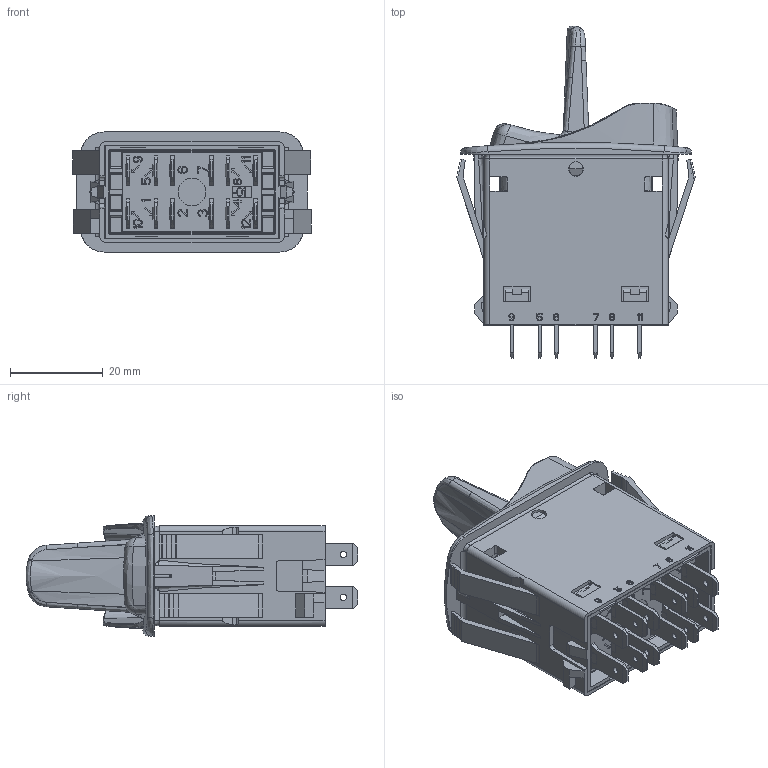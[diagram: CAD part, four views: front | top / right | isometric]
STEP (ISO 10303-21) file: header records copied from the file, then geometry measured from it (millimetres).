
FILE_DESCRIPTION((''),'2;1');
FILE_NAME('LSERIES_187QC_GUARD_P_SW0001','2011-11-22T',('danboyden'),(''),'PRO/ENGINEER BY PARAMETRIC TECHNOLOGY CORPORATION, 2010280','PRO/ENGINEER BY PARAMETRIC TECHNOLOGY CORPORATION, 2010280','');
FILE_SCHEMA(('CONFIG_CONTROL_DESIGN'));
Products named in the file (1): LSERIES_187QC_GUARD_P_SW0001
Bounding box: 51.56 x 71.63 x 25.91 mm (x, y, z)
Volume: 17083.6 mm3; surface area: 25992.2 mm2
Topology: 1 solids, 23 shells, 3953 faces, 10785 edges, 6957 vertices
Faces by surface type: plane 2813, cylinder 610, bspline 308, cone 80, sphere 79, torus 62, extrusion 1
Entity records: 150877 total; most frequent: CARTESIAN_POINT 54632, ORIENTED_EDGE 21562, DIRECTION 17434, EDGE_CURVE 10781, VECTOR 8058, LINE 8057, VERTEX_POINT 6957, AXIS2_PLACEMENT_3D 4688
